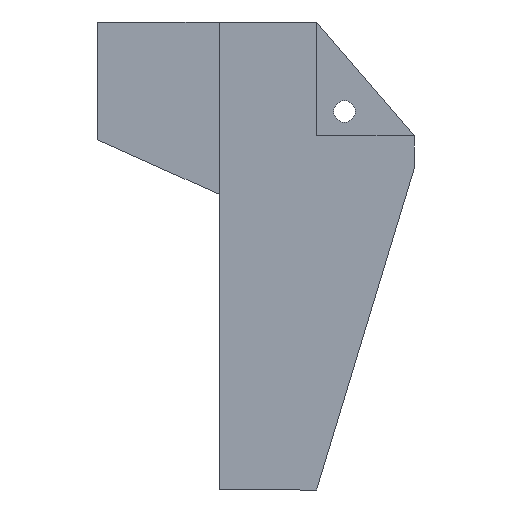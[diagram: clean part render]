
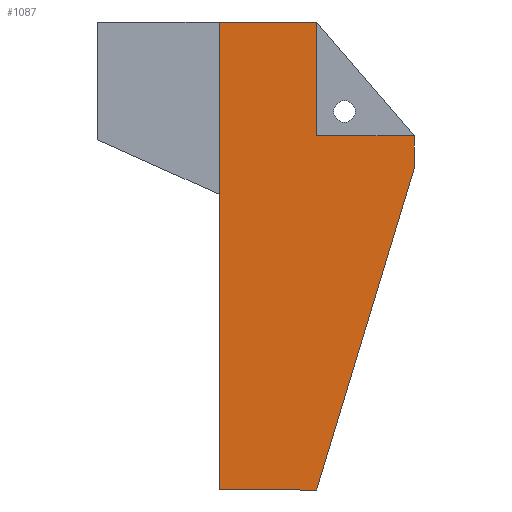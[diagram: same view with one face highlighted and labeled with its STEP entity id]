
A CAD part, left-side view. The second image highlights one B-rep face of the part: STEP entity #1087.
In plain terms, the highlighted planar face has unit normal (-1, 0, 0).
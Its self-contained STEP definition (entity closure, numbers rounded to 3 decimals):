
#5 = DIRECTION ( 'NONE',  ( 1., 0., 0. ) ) ;
#23 = CARTESIAN_POINT ( 'NONE',  ( 68.483, 0., -82.5 ) ) ;
#66 = DIRECTION ( 'NONE',  ( 0., 0., -1. ) ) ;
#131 = VECTOR ( 'NONE', #379, 1000. ) ;
#190 = VERTEX_POINT ( 'NONE', #23 ) ;
#202 = DIRECTION ( 'NONE',  ( 0., 0., -1. ) ) ;
#241 = VECTOR ( 'NONE', #2760, 1000. ) ;
#294 = CARTESIAN_POINT ( 'NONE',  ( 68.483, -30., -100. ) ) ;
#379 = DIRECTION ( 'NONE',  ( 0., 0., -1. ) ) ;
#393 = ORIENTED_EDGE ( 'NONE', *, *, #739, .F. ) ;
#395 = VERTEX_POINT ( 'NONE', #1041 ) ;
#482 = EDGE_CURVE ( 'NONE', #2260, #1587, #600, .T. ) ;
#512 = LINE ( 'NONE', #2137, #2782 ) ;
#524 = EDGE_CURVE ( 'NONE', #1587, #1888, #1337, .T. ) ;
#600 = LINE ( 'NONE', #294, #2603 ) ;
#711 = ORIENTED_EDGE ( 'NONE', *, *, #2810, .F. ) ;
#739 = EDGE_CURVE ( 'NONE', #190, #395, #2960, .T. ) ;
#753 = CARTESIAN_POINT ( 'NONE',  ( 68.483, -15., -154.45 ) ) ;
#778 = VERTEX_POINT ( 'NONE', #936 ) ;
#899 = CARTESIAN_POINT ( 'NONE',  ( 68.483, -30., -105. ) ) ;
#918 = CARTESIAN_POINT ( 'NONE',  ( 68.483, 0., 0. ) ) ;
#936 = CARTESIAN_POINT ( 'NONE',  ( 68.483, 0., -154.45 ) ) ;
#972 = ORIENTED_EDGE ( 'NONE', *, *, #1716, .T. ) ;
#1041 = CARTESIAN_POINT ( 'NONE',  ( 68.483, -15., -82.5 ) ) ;
#1080 = DIRECTION ( 'NONE',  ( 0., -1., 0. ) ) ;
#1087 = ADVANCED_FACE ( 'NONE', ( #1178 ), #2968, .F. ) ;
#1115 = VECTOR ( 'NONE', #1338, 1000. ) ;
#1140 = EDGE_LOOP ( 'NONE', ( #2516, #2716, #972, #1757, #1370, #711, #393 ) ) ;
#1178 = FACE_OUTER_BOUND ( 'NONE', #1140, .T. ) ;
#1337 = LINE ( 'NONE', #2268, #2367 ) ;
#1338 = DIRECTION ( 'NONE',  ( 0., -0.29, 0.957 ) ) ;
#1370 = ORIENTED_EDGE ( 'NONE', *, *, #524, .T. ) ;
#1373 = DIRECTION ( 'NONE',  ( 0., 1., 0. ) ) ;
#1396 = EDGE_CURVE ( 'NONE', #190, #778, #1835, .T. ) ;
#1397 = CARTESIAN_POINT ( 'NONE',  ( 68.483, -15., -100. ) ) ;
#1414 = CARTESIAN_POINT ( 'NONE',  ( 68.483, -15., -82.5 ) ) ;
#1587 = VERTEX_POINT ( 'NONE', #2394 ) ;
#1599 = AXIS2_PLACEMENT_3D ( 'NONE', #918, #5, #202 ) ;
#1716 = EDGE_CURVE ( 'NONE', #1981, #2260, #2006, .T. ) ;
#1757 = ORIENTED_EDGE ( 'NONE', *, *, #482, .T. ) ;
#1835 = LINE ( 'NONE', #2442, #131 ) ;
#1882 = VECTOR ( 'NONE', #1080, 1000. ) ;
#1888 = VERTEX_POINT ( 'NONE', #1397 ) ;
#1981 = VERTEX_POINT ( 'NONE', #753 ) ;
#2006 = LINE ( 'NONE', #899, #1115 ) ;
#2073 = CARTESIAN_POINT ( 'NONE',  ( 68.483, -30., -105. ) ) ;
#2137 = CARTESIAN_POINT ( 'NONE',  ( 68.483, -15., -82.5 ) ) ;
#2162 = EDGE_CURVE ( 'NONE', #778, #1981, #2942, .T. ) ;
#2260 = VERTEX_POINT ( 'NONE', #2073 ) ;
#2266 = CARTESIAN_POINT ( 'NONE',  ( 68.483, -15., -154.45 ) ) ;
#2268 = CARTESIAN_POINT ( 'NONE',  ( 68.483, 0., -100. ) ) ;
#2367 = VECTOR ( 'NONE', #1373, 1000. ) ;
#2394 = CARTESIAN_POINT ( 'NONE',  ( 68.483, -30., -100. ) ) ;
#2442 = CARTESIAN_POINT ( 'NONE',  ( 68.483, 0., -154.45 ) ) ;
#2516 = ORIENTED_EDGE ( 'NONE', *, *, #1396, .T. ) ;
#2600 = DIRECTION ( 'NONE',  ( 0., 0., 1. ) ) ;
#2603 = VECTOR ( 'NONE', #2600, 1000. ) ;
#2716 = ORIENTED_EDGE ( 'NONE', *, *, #2162, .T. ) ;
#2760 = DIRECTION ( 'NONE',  ( 0., -1., 0. ) ) ;
#2782 = VECTOR ( 'NONE', #66, 1000. ) ;
#2810 = EDGE_CURVE ( 'NONE', #395, #1888, #512, .T. ) ;
#2942 = LINE ( 'NONE', #2266, #1882 ) ;
#2960 = LINE ( 'NONE', #1414, #241 ) ;
#2968 = PLANE ( 'NONE',  #1599 ) ;
